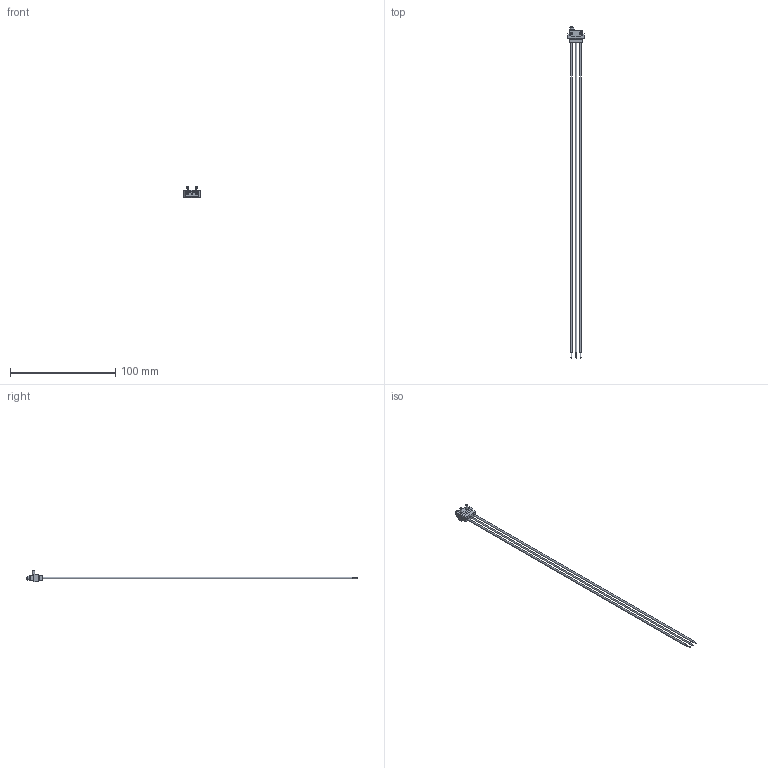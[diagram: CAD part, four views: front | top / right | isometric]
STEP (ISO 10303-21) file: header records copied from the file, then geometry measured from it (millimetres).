
FILE_DESCRIPTION((''),'2;1');
FILE_NAME('WS0850100F070WA.stp','2018-04-16T09:22:50',('mroman'),(''),'Autodesk Inventor 2012','Autodesk Inventor 2012','');
FILE_SCHEMA(('CONFIG_CONTROL_DESIGN'));
Length unit declared in the file: inch
Products named in the file (1): WS0850100F070WA
Bounding box: 15.3 x 316.1 x 11.3 mm (x, y, z)
Volume: 2896.2 mm3; surface area: 5974.9 mm2
Topology: 1 solids, 6 shells, 242 faces, 602 edges, 394 vertices
Faces by surface type: plane 142, cylinder 70, torus 15, sphere 12, cone 2, bspline 1
Full cylindrical faces by diameter (mm): 0.8 x6, 0.85 x3, 1.1 x2, 1.7 x7, 2.2 x2, 2.9 x1, 3.8 x1, 4.5 x1, 4.95 x1
Entity records: 7385 total; most frequent: CARTESIAN_POINT 1725, DIRECTION 1176, ORIENTED_EDGE 1100, EDGE_CURVE 550, AXIS2_PLACEMENT_3D 420, VERTEX_POINT 381, VECTOR 336, LINE 336
